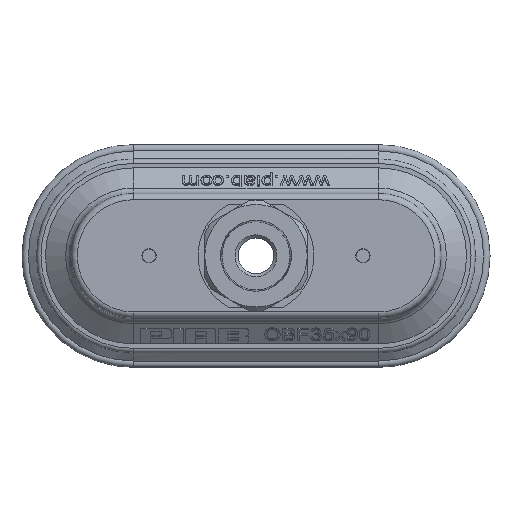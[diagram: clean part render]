
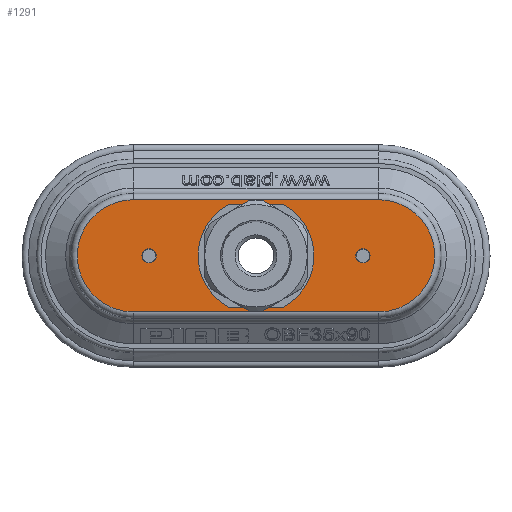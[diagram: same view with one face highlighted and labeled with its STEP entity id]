
A CAD part, top view. The second image highlights one B-rep face of the part: STEP entity #1291.
In plain terms, the highlighted planar face has unit normal (0, 0, 1).
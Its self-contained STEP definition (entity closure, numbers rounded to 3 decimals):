
#1291 = ADVANCED_FACE( '', ( #3824, #3825, #3826, #3827 ), #3828, .F. );
#3824 = FACE_BOUND( '', #7547, .T. );
#3825 = FACE_BOUND( '', #7548, .T. );
#3826 = FACE_OUTER_BOUND( '', #7549, .T. );
#3827 = FACE_BOUND( '', #7550, .T. );
#3828 = PLANE( '', #7551 );
#7547 = EDGE_LOOP( '', ( #17861 ) );
#7548 = EDGE_LOOP( '', ( #17862, #17863, #17864, #17865 ) );
#7549 = EDGE_LOOP( '', ( #17866, #17867, #17868, #17869 ) );
#7550 = EDGE_LOOP( '', ( #17870 ) );
#7551 = AXIS2_PLACEMENT_3D( '', #17871, #17872, #17873 );
#17861 = ORIENTED_EDGE( '', *, *, #20812, .T. );
#17862 = ORIENTED_EDGE( '', *, *, #20899, .T. );
#17863 = ORIENTED_EDGE( '', *, *, #20898, .T. );
#17864 = ORIENTED_EDGE( '', *, *, #20900, .T. );
#17865 = ORIENTED_EDGE( '', *, *, #20895, .T. );
#17866 = ORIENTED_EDGE( '', *, *, #21592, .T. );
#17867 = ORIENTED_EDGE( '', *, *, #19688, .T. );
#17868 = ORIENTED_EDGE( '', *, *, #21589, .T. );
#17869 = ORIENTED_EDGE( '', *, *, #21594, .T. );
#17870 = ORIENTED_EDGE( '', *, *, #19243, .T. );
#17871 = CARTESIAN_POINT( '', ( 0., -1.216, 27. ) );
#17872 = DIRECTION( '', ( 0., 0., -1. ) );
#17873 = DIRECTION( '', ( -1., 0., 0. ) );
#19243 = EDGE_CURVE( '', #22760, #22760, #22761, .T. );
#19688 = EDGE_CURVE( '', #23494, #23496, #23498, .T. );
#20812 = EDGE_CURVE( '', #25268, #25268, #25269, .T. );
#20895 = EDGE_CURVE( '', #25410, #25412, #25414, .T. );
#20898 = EDGE_CURVE( '', #25415, #25417, #25419, .T. );
#20899 = EDGE_CURVE( '', #25412, #25415, #25420, .T. );
#20900 = EDGE_CURVE( '', #25417, #25410, #25421, .T. );
#21589 = EDGE_CURVE( '', #23496, #26538, #26540, .F. );
#21592 = EDGE_CURVE( '', #26541, #23494, #26545, .F. );
#21594 = EDGE_CURVE( '', #26538, #26541, #26547, .T. );
#22760 = VERTEX_POINT( '', #30821 );
#22761 = CIRCLE( '', #30822, 1.6 );
#23494 = VERTEX_POINT( '', #32354 );
#23496 = VERTEX_POINT( '', #32356 );
#23498 = LINE( '', #32358, #32359 );
#25268 = VERTEX_POINT( '', #37259 );
#25269 = CIRCLE( '', #37260, 1.6 );
#25410 = VERTEX_POINT( '', #37921 );
#25412 = VERTEX_POINT( '', #37924 );
#25414 = CIRCLE( '', #37927, 13. );
#25415 = VERTEX_POINT( '', #37928 );
#25417 = VERTEX_POINT( '', #37931 );
#25419 = CIRCLE( '', #37934, 13. );
#25420 = LINE( '', #37935, #37936 );
#25421 = LINE( '', #37937, #37938 );
#26538 = VERTEX_POINT( '', #41354 );
#26540 = CIRCLE( '', #41356, 12.6 );
#26541 = VERTEX_POINT( '', #41357 );
#26545 = CIRCLE( '', #41361, 12.6 );
#26547 = LINE( '', #41364, #41365 );
#30821 = CARTESIAN_POINT( '', ( -22.4, 0., 27. ) );
#30822 = AXIS2_PLACEMENT_3D( '', #43322, #43323, #43324 );
#32354 = CARTESIAN_POINT( '', ( 27.5, 12.6, 27. ) );
#32356 = CARTESIAN_POINT( '', ( -27.5, 12.6, 27. ) );
#32358 = CARTESIAN_POINT( '', ( 0., 12.6, 27. ) );
#32359 = VECTOR( '', #44027, 1000. );
#37259 = CARTESIAN_POINT( '', ( 25.6, 0., 27. ) );
#37260 = AXIS2_PLACEMENT_3D( '', #45859, #45860, #45861 );
#37921 = CARTESIAN_POINT( '', ( 6.062, 11.5, 27. ) );
#37924 = CARTESIAN_POINT( '', ( 6.062, -11.5, 27. ) );
#37927 = AXIS2_PLACEMENT_3D( '', #46036, #46037, #46038 );
#37928 = CARTESIAN_POINT( '', ( -6.062, -11.5, 27. ) );
#37931 = CARTESIAN_POINT( '', ( -6.062, 11.5, 27. ) );
#37934 = AXIS2_PLACEMENT_3D( '', #46041, #46042, #46043 );
#37935 = CARTESIAN_POINT( '', ( 0., -11.5, 27. ) );
#37936 = VECTOR( '', #46044, 1000. );
#37937 = CARTESIAN_POINT( '', ( 0., 11.5, 27. ) );
#37938 = VECTOR( '', #46045, 1000. );
#41354 = CARTESIAN_POINT( '', ( -27.5, -12.6, 27. ) );
#41356 = AXIS2_PLACEMENT_3D( '', #46534, #46535, #46536 );
#41357 = CARTESIAN_POINT( '', ( 27.5, -12.6, 27. ) );
#41361 = AXIS2_PLACEMENT_3D( '', #46543, #46544, #46545 );
#41364 = CARTESIAN_POINT( '', ( 0., -12.6, 27. ) );
#41365 = VECTOR( '', #46547, 1000. );
#43322 = CARTESIAN_POINT( '', ( -24., 0., 27. ) );
#43323 = DIRECTION( '', ( 0., 0., -1. ) );
#43324 = DIRECTION( '', ( 1., 0., 0. ) );
#44027 = DIRECTION( '', ( -1., 0., 0. ) );
#45859 = CARTESIAN_POINT( '', ( 24., 0., 27. ) );
#45860 = DIRECTION( '', ( 0., 0., -1. ) );
#45861 = DIRECTION( '', ( 1., 0., 0. ) );
#46036 = CARTESIAN_POINT( '', ( 0., 0., 27. ) );
#46037 = DIRECTION( '', ( 0., 0., -1. ) );
#46038 = DIRECTION( '', ( -1., 0., 0. ) );
#46041 = CARTESIAN_POINT( '', ( 0., 0., 27. ) );
#46042 = DIRECTION( '', ( 0., 0., -1. ) );
#46043 = DIRECTION( '', ( -1., 0., 0. ) );
#46044 = DIRECTION( '', ( -1., 0., 0. ) );
#46045 = DIRECTION( '', ( 1., 0., 0. ) );
#46534 = CARTESIAN_POINT( '', ( -27.5, 0., 27. ) );
#46535 = DIRECTION( '', ( 0., 0., -1. ) );
#46536 = DIRECTION( '', ( -1., 0., 0. ) );
#46543 = CARTESIAN_POINT( '', ( 27.5, 0., 27. ) );
#46544 = DIRECTION( '', ( 0., 0., -1. ) );
#46545 = DIRECTION( '', ( -1., 0., 0. ) );
#46547 = DIRECTION( '', ( 1., 0., 0. ) );
